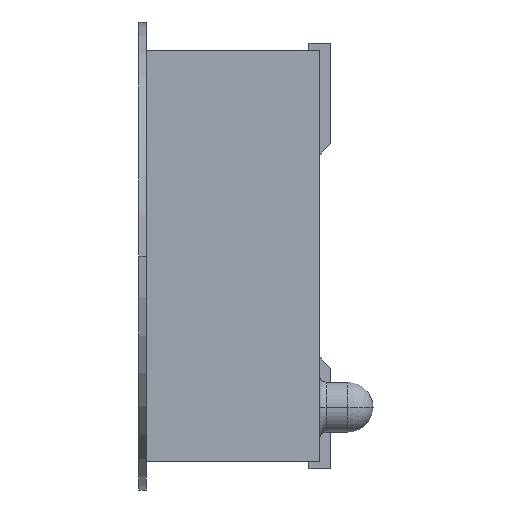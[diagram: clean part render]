
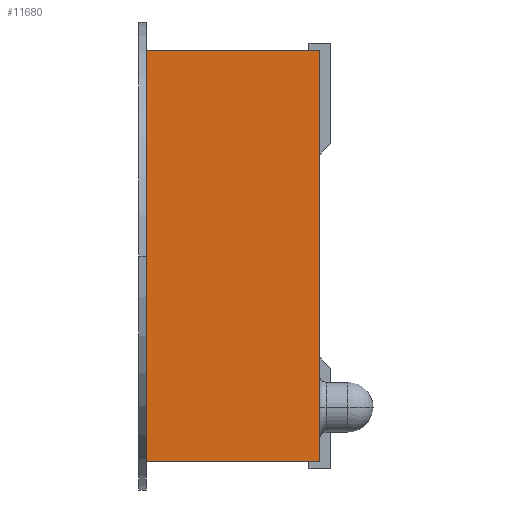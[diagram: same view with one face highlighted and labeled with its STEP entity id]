
A CAD part, left-side view. The second image highlights one B-rep face of the part: STEP entity #11680.
In plain terms, the highlighted planar face has unit normal (-1, 0, 0).
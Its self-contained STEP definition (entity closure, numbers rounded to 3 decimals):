
#2102 = ORIENTED_EDGE ( 'NONE', *, *, #26251, .F. ) ;
#2457 = DIRECTION ( 'NONE',  ( 0., 0., -1. ) ) ;
#3580 = CARTESIAN_POINT ( 'NONE',  ( -18.138, -1.524, 3.619 ) ) ;
#3790 = CARTESIAN_POINT ( 'NONE',  ( -18.138, -1.524, -2.667 ) ) ;
#4135 = CARTESIAN_POINT ( 'NONE',  ( -18.138, 1.524, 3.619 ) ) ;
#6728 = FACE_OUTER_BOUND ( 'NONE', #16114, .T. ) ;
#7348 = VECTOR ( 'NONE', #9118, 1000. ) ;
#9118 = DIRECTION ( 'NONE',  ( 0., 0., -1. ) ) ;
#9339 = LINE ( 'NONE', #39679, #37961 ) ;
#10852 = LINE ( 'NONE', #27739, #7348 ) ;
#10949 = VERTEX_POINT ( 'NONE', #11130 ) ;
#11130 = CARTESIAN_POINT ( 'NONE',  ( -18.138, 1.524, 3.619 ) ) ;
#11680 = ADVANCED_FACE ( 'NONE', ( #6728 ), #25939, .T. ) ;
#12835 = EDGE_CURVE ( 'NONE', #10949, #14574, #32954, .T. ) ;
#14464 = CARTESIAN_POINT ( 'NONE',  ( -18.138, -1.524, -3.619 ) ) ;
#14574 = VERTEX_POINT ( 'NONE', #23825 ) ;
#15387 = DIRECTION ( 'NONE',  ( 0., 0., -1. ) ) ;
#16114 = EDGE_LOOP ( 'NONE', ( #2102, #24114, #34986, #26561, #42918 ) ) ;
#17298 = DIRECTION ( 'NONE',  ( 0., 1., 0. ) ) ;
#19422 = CARTESIAN_POINT ( 'NONE',  ( -18.138, -1.524, -3.619 ) ) ;
#21016 = VERTEX_POINT ( 'NONE', #42138 ) ;
#22850 = DIRECTION ( 'NONE',  ( 0., 1., 0. ) ) ;
#23800 = EDGE_CURVE ( 'NONE', #34464, #38390, #35899, .T. ) ;
#23825 = CARTESIAN_POINT ( 'NONE',  ( -18.138, 1.524, -3.619 ) ) ;
#24114 = ORIENTED_EDGE ( 'NONE', *, *, #23800, .F. ) ;
#24815 = VECTOR ( 'NONE', #2457, 1000. ) ;
#25187 = VECTOR ( 'NONE', #22850, 1000. ) ;
#25939 = PLANE ( 'NONE',  #34840 ) ;
#26251 = EDGE_CURVE ( 'NONE', #38390, #14574, #40392, .T. ) ;
#26561 = ORIENTED_EDGE ( 'NONE', *, *, #33726, .T. ) ;
#27739 = CARTESIAN_POINT ( 'NONE',  ( -18.138, -1.524, 3.619 ) ) ;
#32954 = LINE ( 'NONE', #4135, #44670 ) ;
#33726 = EDGE_CURVE ( 'NONE', #21016, #10949, #9339, .T. ) ;
#34464 = VERTEX_POINT ( 'NONE', #3790 ) ;
#34840 = AXIS2_PLACEMENT_3D ( 'NONE', #3580, #37202, #40672 ) ;
#34986 = ORIENTED_EDGE ( 'NONE', *, *, #44928, .F. ) ;
#35899 = LINE ( 'NONE', #47567, #24815 ) ;
#37202 = DIRECTION ( 'NONE',  ( -1., 0., 0. ) ) ;
#37961 = VECTOR ( 'NONE', #17298, 1000. ) ;
#38390 = VERTEX_POINT ( 'NONE', #14464 ) ;
#39679 = CARTESIAN_POINT ( 'NONE',  ( -18.138, -1.524, 3.619 ) ) ;
#40392 = LINE ( 'NONE', #19422, #25187 ) ;
#40672 = DIRECTION ( 'NONE',  ( 0., 0., 1. ) ) ;
#42138 = CARTESIAN_POINT ( 'NONE',  ( -18.138, -1.524, 3.619 ) ) ;
#42918 = ORIENTED_EDGE ( 'NONE', *, *, #12835, .T. ) ;
#44670 = VECTOR ( 'NONE', #15387, 1000. ) ;
#44928 = EDGE_CURVE ( 'NONE', #21016, #34464, #10852, .T. ) ;
#47567 = CARTESIAN_POINT ( 'NONE',  ( -18.138, -1.524, 3.619 ) ) ;
